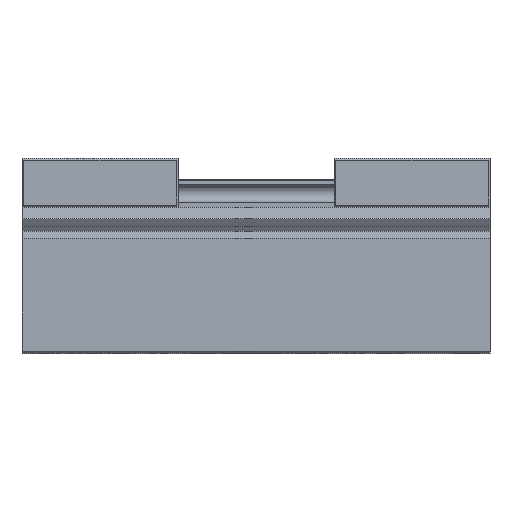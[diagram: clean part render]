
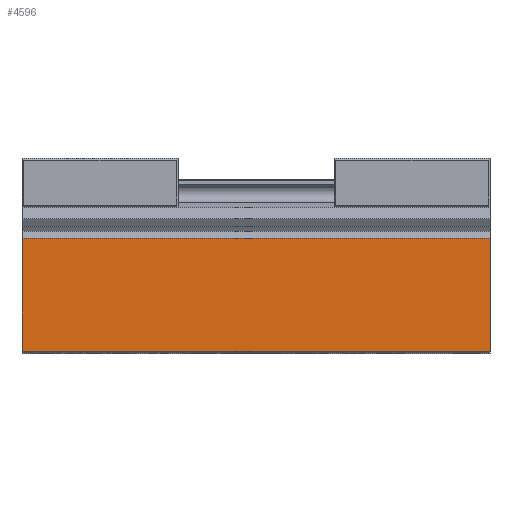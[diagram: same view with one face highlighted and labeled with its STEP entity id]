
A CAD part, top view. The second image highlights one B-rep face of the part: STEP entity #4596.
In plain terms, the highlighted planar face has unit normal (0, 0, 1).
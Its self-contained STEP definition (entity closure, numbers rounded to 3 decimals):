
#2154 = EDGE_CURVE( '', #3526, #6024, #6300, .T. );
#2196 = EDGE_CURVE( '', #3176, #5016, #6344, .T. );
#3176 = VERTEX_POINT( '', #7432 );
#3526 = VERTEX_POINT( '', #7837 );
#4338 = EDGE_CURVE( '', #6024, #5016, #8754, .T. );
#4486 = EDGE_CURVE( '', #3526, #3176, #8925, .T. );
#4596 = ADVANCED_FACE( '', ( #9047 ), #9048, .T. );
#5016 = VERTEX_POINT( '', #9515 );
#6024 = VERTEX_POINT( '', #10633 );
#6300 = LINE( '', #10951, #10952 );
#6344 = LINE( '', #11017, #11018 );
#7432 = CARTESIAN_POINT( '', ( -60., 29.448, 29.5 ) );
#7837 = CARTESIAN_POINT( '', ( 60., 29.448, 29.5 ) );
#8754 = LINE( '', #14357, #14358 );
#8925 = LINE( '', #14588, #14589 );
#9047 = FACE_OUTER_BOUND( '', #14755, .T. );
#9048 = PLANE( '', #14756 );
#9515 = CARTESIAN_POINT( '', ( -60., 0.5, 29.5 ) );
#10633 = CARTESIAN_POINT( '', ( 60., 0.5, 29.5 ) );
#10951 = CARTESIAN_POINT( '', ( 60., 29.448, 29.5 ) );
#10952 = VECTOR( '', #17274, 1. );
#11017 = CARTESIAN_POINT( '', ( -60., 29.448, 29.5 ) );
#11018 = VECTOR( '', #17309, 1. );
#14357 = CARTESIAN_POINT( '', ( 60., 0.5, 29.5 ) );
#14358 = VECTOR( '', #20076, 1. );
#14588 = CARTESIAN_POINT( '', ( 60., 29.448, 29.5 ) );
#14589 = VECTOR( '', #20323, 1. );
#14755 = EDGE_LOOP( '', ( #20473, #20474, #20475, #20476 ) );
#14756 = AXIS2_PLACEMENT_3D( '', #20477, #20478, #20479 );
#17274 = DIRECTION( '', ( 0., -1., 0. ) );
#17309 = DIRECTION( '', ( 0., -1., 0. ) );
#20076 = DIRECTION( '', ( -1., 0., 0. ) );
#20323 = DIRECTION( '', ( -1., 0., 0. ) );
#20473 = ORIENTED_EDGE( '', *, *, #2196, .T. );
#20474 = ORIENTED_EDGE( '', *, *, #4338, .F. );
#20475 = ORIENTED_EDGE( '', *, *, #2154, .F. );
#20476 = ORIENTED_EDGE( '', *, *, #4486, .T. );
#20477 = CARTESIAN_POINT( '', ( 60., 29.448, 29.5 ) );
#20478 = DIRECTION( '', ( 0., 0., 1. ) );
#20479 = DIRECTION( '', ( 0., 1., 0. ) );
